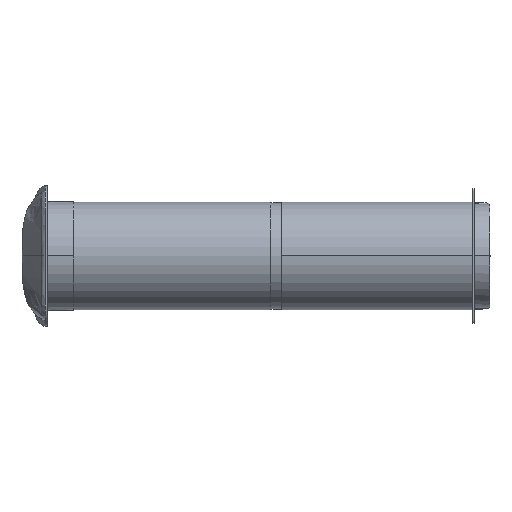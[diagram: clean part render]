
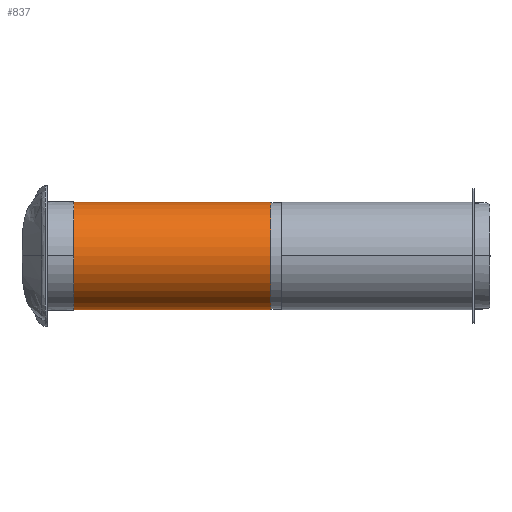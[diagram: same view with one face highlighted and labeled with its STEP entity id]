
A CAD part, top view. The second image highlights one B-rep face of the part: STEP entity #837.
In plain terms, the highlighted cylindrical face has radius 76 mm (diameter 152 mm), a partial arc.
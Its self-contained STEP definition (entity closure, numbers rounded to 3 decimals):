
#837=ADVANCED_FACE('',(#2526),#2527,.T.);
#2526=FACE_OUTER_BOUND('',#31658,.T.);
#2527=CYLINDRICAL_SURFACE('',#31659,76.0);
#31658=EDGE_LOOP('',(#40652,#40653,#40654,#40655));
#31659=AXIS2_PLACEMENT_3D('',#40656,#40657,#40658);
#40652=ORIENTED_EDGE('',*,*,#43833,.T.);
#40653=ORIENTED_EDGE('',*,*,#44110,.T.);
#40654=ORIENTED_EDGE('',*,*,#43835,.T.);
#40655=ORIENTED_EDGE('',*,*,#44021,.F.);
#40656=CARTESIAN_POINT('',(-119.761,-34.25,0.0));
#40657=DIRECTION('',(-1.0,0.0,0.0));
#40658=DIRECTION('',(0.0,1.0,0.0));
#43833=EDGE_CURVE('',#47582,#47583,#47584,.T.);
#43835=EDGE_CURVE('',#47587,#47585,#47588,.T.);
#44021=EDGE_CURVE('',#47582,#47585,#47903,.T.);
#44110=EDGE_CURVE('',#47583,#47587,#48042,.T.);
#47582=VERTEX_POINT('',#59841);
#47583=VERTEX_POINT('',#59842);
#47584=LINE('',#59843,#59844);
#47585=VERTEX_POINT('',#59845);
#47587=VERTEX_POINT('',#59847);
#47588=LINE('',#59848,#59849);
#47903=CIRCLE('',#63544,76.0);
#48042=CIRCLE('',#64191,76.0);
#59841=CARTESIAN_POINT('',(-119.761,41.75,0.));
#59842=CARTESIAN_POINT('',(-397.761,41.75,0.0));
#59843=CARTESIAN_POINT('',(-119.761,41.75,0.));
#59844=VECTOR('',#69045,1.0);
#59845=CARTESIAN_POINT('',(-119.761,-110.25,0.0));
#59847=CARTESIAN_POINT('',(-397.761,-110.25,0.));
#59848=CARTESIAN_POINT('',(-119.761,-110.25,0.));
#59849=VECTOR('',#69049,1.0);
#63544=AXIS2_PLACEMENT_3D('',#69324,#69325,#69326);
#64191=AXIS2_PLACEMENT_3D('',#69441,#69442,#69443);
#69045=DIRECTION('',(-1.0,0.0,0.0));
#69049=DIRECTION('',(1.0,-0.0,-0.0));
#69324=CARTESIAN_POINT('',(-119.761,-34.25,0.0));
#69325=DIRECTION('',(1.0,0.0,0.0));
#69326=DIRECTION('',(0.0,1.0,0.0));
#69441=CARTESIAN_POINT('',(-397.761,-34.25,0.0));
#69442=DIRECTION('',(1.0,0.0,0.0));
#69443=DIRECTION('',(0.0,1.0,0.0));
